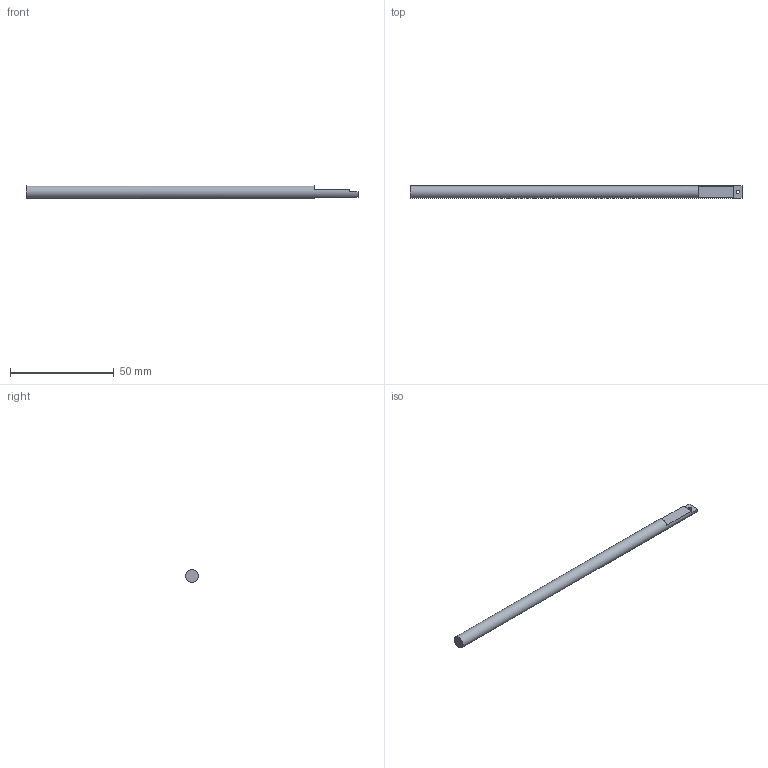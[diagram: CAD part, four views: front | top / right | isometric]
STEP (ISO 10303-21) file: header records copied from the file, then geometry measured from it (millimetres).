
FILE_DESCRIPTION(/* description */ ('Holder Rod'),/* implementation_level */ '2;1');
FILE_NAME(/* name */ 'NTWS_BMP_002_P001.stp',/* time_stamp */ '2024-09-10T13:49:06+02:00',/* author */ ('faricci'),/* organization */ ('Istituto italiano di tecnologia'),/* preprocessor_version */ 'ST-DEVELOPER v20',/* originating_system */ 'Autodesk Inventor 2025',/* authorisation */ '');
FILE_SCHEMA (('AUTOMOTIVE_DESIGN { 1 0 10303 214 3 1 1 }'));
Length unit declared in the file: millimetre
Products named in the file (1): Holder_Rod
Bounding box: 160 x 6 x 6 mm (x, y, z)
Volume: 4227.1 mm3; surface area: 3016.3 mm2
Topology: 1 solids, 1 shells, 10 faces, 24 edges, 16 vertices
Faces by surface type: plane 8, cylinder 2
Full cylindrical faces by diameter (mm): 1.567 x1, 6 x1
Entity records: 354 total; most frequent: DIRECTION 56, CARTESIAN_POINT 51, ORIENTED_EDGE 48, EDGE_CURVE 24, AXIS2_PLACEMENT_3D 21, VERTEX_POINT 16, LINE 14, VECTOR 14
